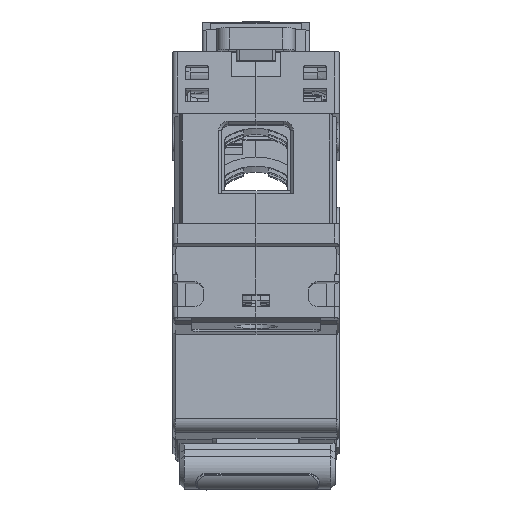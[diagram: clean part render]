
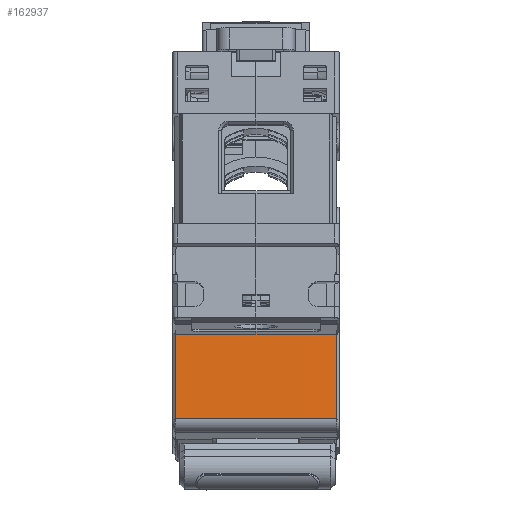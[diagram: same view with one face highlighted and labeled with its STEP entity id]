
A CAD part, left-side view. The second image highlights one B-rep face of the part: STEP entity #162937.
In plain terms, the highlighted face is planar.
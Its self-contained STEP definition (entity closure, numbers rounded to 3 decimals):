
#134899=DIRECTION('',(0.,0.,1.));
#134900=VECTOR('',#134899,13.711);
#134901=CARTESIAN_POINT('',(105.5,26.4,
-212.711));
#134902=LINE('',#134901,#134900);
#142027=DIRECTION('',(0.,-1.,0.));
#142028=VECTOR('',#142027,13.);
#142029=CARTESIAN_POINT('',(105.5,13.4,-199.));
#142030=LINE('',#142029,#142028);
#142139=DIRECTION('',(0.,0.,1.));
#142140=VECTOR('',#142139,13.711);
#142141=CARTESIAN_POINT('',(105.5,0.4,
-212.711));
#142142=LINE('',#142141,#142140);
#142146=DIRECTION('',(0.,1.,0.));
#142147=VECTOR('',#142146,13.);
#142148=CARTESIAN_POINT('',(105.5,13.4,-199.));
#142149=LINE('',#142148,#142147);
#142153=DIRECTION('',(0.,1.,0.));
#142154=VECTOR('',#142153,26.);
#142155=CARTESIAN_POINT('',(105.5,0.4,
-212.711));
#142156=LINE('',#142155,#142154);
#144683=CARTESIAN_POINT('',(105.5,13.4,-199.));
#144684=VERTEX_POINT('',#144683);
#145554=CARTESIAN_POINT('',(105.5,0.4,-199.));
#145555=VERTEX_POINT('',#145554);
#145659=CARTESIAN_POINT('',(105.5,26.4,-212.711));
#145660=VERTEX_POINT('',#145659);
#145661=CARTESIAN_POINT('',(105.5,0.4,-212.711));
#145662=VERTEX_POINT('',#145661);
#145698=CARTESIAN_POINT('',(105.5,26.4,-199.));
#145699=VERTEX_POINT('',#145698);
#162924=CARTESIAN_POINT('',(105.5,0.,-215.367));
#162925=DIRECTION('',(1.,0.,0.));
#162926=DIRECTION('',(0.,0.,-1.));
#162927=AXIS2_PLACEMENT_3D('',#162924,#162925,#162926);
#162928=PLANE('',#162927);
#162929=ORIENTED_EDGE('',*,*,#162908,.T.);
#162930=ORIENTED_EDGE('',*,*,#162722,.F.);
#162931=ORIENTED_EDGE('',*,*,#154407,.T.);
#162932=ORIENTED_EDGE('',*,*,#154433,.F.);
#162934=ORIENTED_EDGE('',*,*,#162933,.F.);
#162935=EDGE_LOOP('',(#162929,#162930,#162931,#162932,#162934));
#162936=FACE_OUTER_BOUND('',#162935,.F.);
#162937=ADVANCED_FACE('',(#162936),#162928,.T.);
#154407=EDGE_CURVE('',#144684,#145699,#142149,.T.);
#154433=EDGE_CURVE('',#145660,#145699,#134902,.T.);
#162722=EDGE_CURVE('',#144684,#145555,#142030,.T.);
#162908=EDGE_CURVE('',#145662,#145555,#142142,.T.);
#162933=EDGE_CURVE('',#145662,#145660,#142156,.T.);
